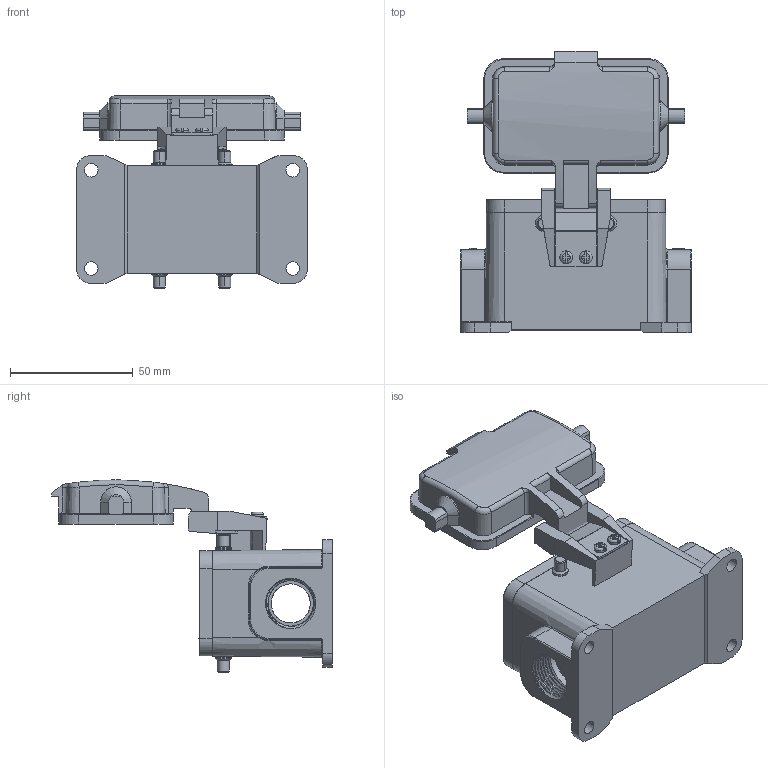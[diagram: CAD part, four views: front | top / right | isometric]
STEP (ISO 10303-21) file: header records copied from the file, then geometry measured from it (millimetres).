
FILE_DESCRIPTION(/* description */ (''),/* implementation_level */ '2;1');
FILE_NAME(/* name */ '3D_1240102701022_HV10B-SF-4B-CV-2M20_V1.1.STP',/* time_stamp */ '2023-12-20T15:06:02+08:00',/* author */ (''),/* organization */ (''),/* preprocessor_version */ 'ST-DEVELOPER v18.1',/* originating_system */ 'SIEMENS PLM Software NX 1980',/* authorisation */ '');
FILE_SCHEMA (('AUTOMOTIVE_DESIGN { 1 0 10303 214 3 1 1 1 }'));
Length unit declared in the file: millimetre
Products named in the file (1): 14593A38CB82xyzi
Bounding box: 94 x 114.38 x 78.17 mm (x, y, z)
Volume: 97953 mm3; surface area: 57673.7 mm2
Topology: 12 solids, 12 shells, 1027 faces, 2754 edges, 1768 vertices
Faces by surface type: cylinder 446, plane 397, cone 76, torus 74, bspline 27, sphere 7
Full cylindrical faces by diameter (mm): 2.65 x3, 3 x4, 4 x2, 15.9 x2, 18.5 x12
Entity records: 41624 total; most frequent: CARTESIAN_POINT 17148, ORIENTED_EDGE 5342, DIRECTION 4702, EDGE_CURVE 2671, VERTEX_POINT 1729, AXIS2_PLACEMENT_3D 1689, LINE 1324, VECTOR 1324
